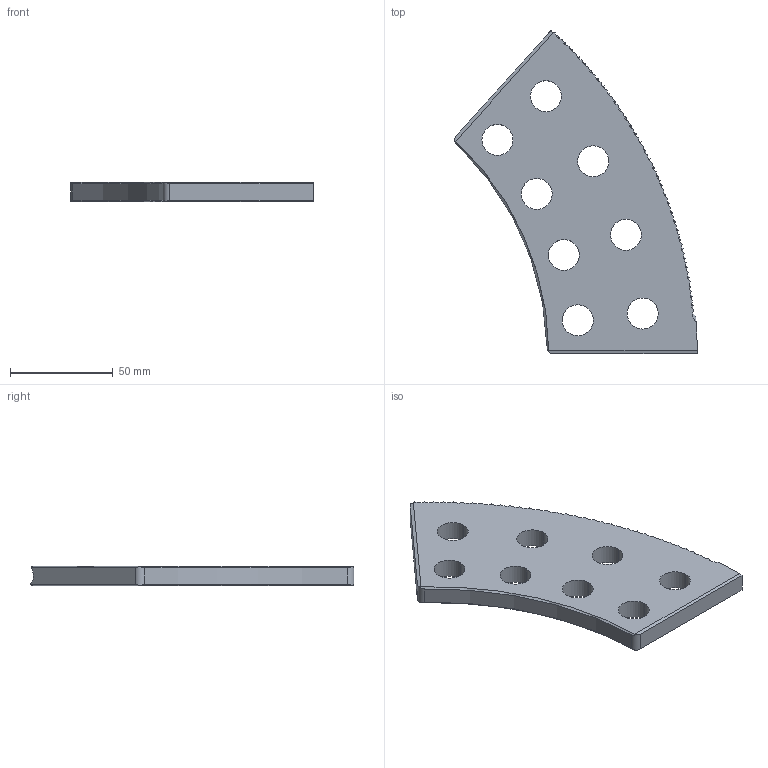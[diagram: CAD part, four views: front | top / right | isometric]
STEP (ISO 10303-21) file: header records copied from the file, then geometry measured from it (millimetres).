
FILE_DESCRIPTION (( 'STEP AP203' ), '1' );
FILE_NAME ('M7541-S.STEP', '2022-04-25T21:45:43', ( '' ), ( '' ), 'SwSTEP 2.0', 'SolidWorks 2020', '' );
FILE_SCHEMA (( 'CONFIG_CONTROL_DESIGN' ));
Length unit declared in the file: inch
Products named in the file (1): M7541-S
Bounding box: 118 x 157.49 x 9.49 mm (x, y, z)
Volume: 84850.2 mm3; surface area: 26061.8 mm2
Topology: 1 solids, 1 shells, 102 faces, 300 edges, 200 vertices
Faces by surface type: sphere 70, cylinder 20, plane 8, torus 2, cone 2
Entity records: 4718 total; most frequent: CARTESIAN_POINT 1883, DIRECTION 605, ORIENTED_EDGE 600, EDGE_CURVE 300, AXIS2_PLACEMENT_3D 288, VERTEX_POINT 200, CIRCLE 185, EDGE_LOOP 118
